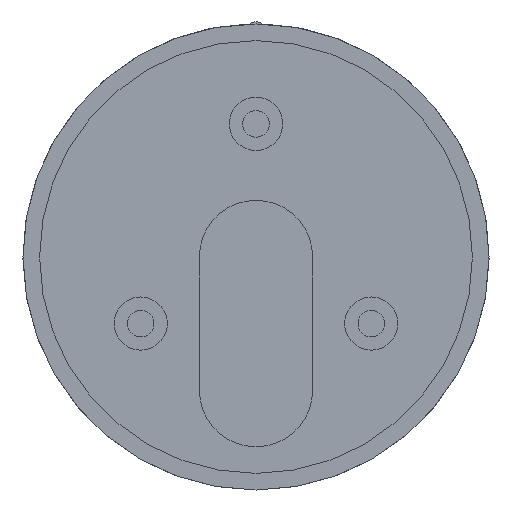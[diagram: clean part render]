
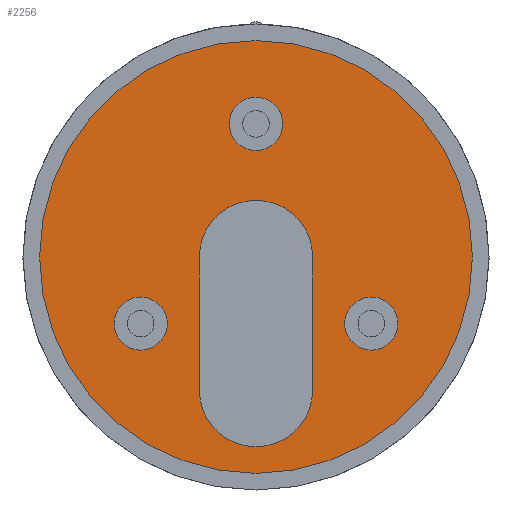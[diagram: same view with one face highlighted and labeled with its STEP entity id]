
A CAD part, front view. The second image highlights one B-rep face of the part: STEP entity #2256.
In plain terms, the highlighted planar face has unit normal (0, -1, 0).
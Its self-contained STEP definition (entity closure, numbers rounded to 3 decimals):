
#22 = CARTESIAN_POINT ( 'NONE',  ( 8.5, -183., -20. ) ) ;
#58 = AXIS2_PLACEMENT_3D ( 'NONE', #330, #2014, #528 ) ;
#67 = AXIS2_PLACEMENT_3D ( 'NONE', #655, #658, #670 ) ;
#90 = VERTEX_POINT ( 'NONE', #1518 ) ;
#98 = CARTESIAN_POINT ( 'NONE',  ( -17.321, -183., -14. ) ) ;
#101 = EDGE_CURVE ( 'NONE', #2812, #872, #2329, .T. ) ;
#157 = CARTESIAN_POINT ( 'NONE',  ( 0., -183., 24. ) ) ;
#189 = AXIS2_PLACEMENT_3D ( 'NONE', #609, #1584, #820 ) ;
#201 = PLANE ( 'NONE',  #189 ) ;
#232 = CARTESIAN_POINT ( 'NONE',  ( 8.5, -183., 0. ) ) ;
#246 = EDGE_CURVE ( 'NONE', #2112, #438, #1652, .T. ) ;
#322 = VERTEX_POINT ( 'NONE', #1942 ) ;
#330 = CARTESIAN_POINT ( 'NONE',  ( 0., -183., -20. ) ) ;
#341 = DIRECTION ( 'NONE',  ( 0., -1., 0. ) ) ;
#360 = CARTESIAN_POINT ( 'NONE',  ( 17.321, -183., -14. ) ) ;
#410 = VERTEX_POINT ( 'NONE', #2760 ) ;
#438 = VERTEX_POINT ( 'NONE', #2800 ) ;
#440 = AXIS2_PLACEMENT_3D ( 'NONE', #1316, #3002, #1549 ) ;
#511 = CIRCLE ( 'NONE', #440, 4. ) ;
#528 = DIRECTION ( 'NONE',  ( 0., 0., -1. ) ) ;
#543 = EDGE_LOOP ( 'NONE', ( #2872, #2481 ) ) ;
#549 = CARTESIAN_POINT ( 'NONE',  ( 0., -183., 0. ) ) ;
#563 = CARTESIAN_POINT ( 'NONE',  ( -8.5, -183., 0. ) ) ;
#566 = DIRECTION ( 'NONE',  ( 0., -1., 0. ) ) ;
#570 = EDGE_CURVE ( 'NONE', #2201, #90, #1927, .T. ) ;
#578 = CIRCLE ( 'NONE', #58, 8.5 ) ;
#609 = CARTESIAN_POINT ( 'NONE',  ( 0., -183., 0. ) ) ;
#655 = CARTESIAN_POINT ( 'NONE',  ( 0., -183., 20. ) ) ;
#658 = DIRECTION ( 'NONE',  ( 0., -1., 0. ) ) ;
#665 = CARTESIAN_POINT ( 'NONE',  ( 17.321, -183., -6. ) ) ;
#670 = DIRECTION ( 'NONE',  ( 0., 0., -1. ) ) ;
#693 = AXIS2_PLACEMENT_3D ( 'NONE', #773, #566, #2588 ) ;
#713 = EDGE_CURVE ( 'NONE', #322, #2152, #1863, .T. ) ;
#766 = EDGE_CURVE ( 'NONE', #1802, #322, #1837, .T. ) ;
#773 = CARTESIAN_POINT ( 'NONE',  ( 0., -183., 0. ) ) ;
#820 = DIRECTION ( 'NONE',  ( 0., 0., -1. ) ) ;
#829 = EDGE_CURVE ( 'NONE', #1722, #410, #1764, .T. ) ;
#841 = DIRECTION ( 'NONE',  ( 0., 0., 1. ) ) ;
#872 = VERTEX_POINT ( 'NONE', #98 ) ;
#879 = EDGE_CURVE ( 'NONE', #2152, #1722, #1686, .T. ) ;
#910 = ORIENTED_EDGE ( 'NONE', *, *, #713, .F. ) ;
#922 = EDGE_CURVE ( 'NONE', #872, #2812, #1680, .T. ) ;
#948 = AXIS2_PLACEMENT_3D ( 'NONE', #2010, #341, #2546 ) ;
#956 = ORIENTED_EDGE ( 'NONE', *, *, #972, .T. ) ;
#961 = ORIENTED_EDGE ( 'NONE', *, *, #101, .F. ) ;
#972 = EDGE_CURVE ( 'NONE', #90, #2201, #2367, .T. ) ;
#980 = CIRCLE ( 'NONE', #2151, 4. ) ;
#983 = CIRCLE ( 'NONE', #2073, 4. ) ;
#995 = ORIENTED_EDGE ( 'NONE', *, *, #2824, .F. ) ;
#998 = ORIENTED_EDGE ( 'NONE', *, *, #879, .F. ) ;
#1017 = DIRECTION ( 'NONE',  ( 0., 0., -1. ) ) ;
#1036 = EDGE_CURVE ( 'NONE', #438, #2112, #983, .T. ) ;
#1080 = FACE_BOUND ( 'NONE', #1575, .T. ) ;
#1084 = ORIENTED_EDGE ( 'NONE', *, *, #1089, .F. ) ;
#1085 = FACE_BOUND ( 'NONE', #543, .T. ) ;
#1089 = EDGE_CURVE ( 'NONE', #2511, #2012, #980, .T. ) ;
#1090 = FACE_BOUND ( 'NONE', #1946, .T. ) ;
#1095 = FACE_BOUND ( 'NONE', #2939, .T. ) ;
#1112 = FACE_OUTER_BOUND ( 'NONE', #1583, .T. ) ;
#1284 = AXIS2_PLACEMENT_3D ( 'NONE', #1821, #2094, #2140 ) ;
#1316 = CARTESIAN_POINT ( 'NONE',  ( 17.321, -183., -10. ) ) ;
#1348 = CARTESIAN_POINT ( 'NONE',  ( 0., -183., 20. ) ) ;
#1481 = DIRECTION ( 'NONE',  ( 0., 0., -1. ) ) ;
#1518 = CARTESIAN_POINT ( 'NONE',  ( 0., -183., 32.5 ) ) ;
#1532 = AXIS2_PLACEMENT_3D ( 'NONE', #2665, #2836, #2905 ) ;
#1549 = DIRECTION ( 'NONE',  ( 0., 0., -1. ) ) ;
#1575 = EDGE_LOOP ( 'NONE', ( #2700, #1084 ) ) ;
#1583 = EDGE_LOOP ( 'NONE', ( #956, #1989 ) ) ;
#1584 = DIRECTION ( 'NONE',  ( 0., -1., 0. ) ) ;
#1652 = CIRCLE ( 'NONE', #67, 4. ) ;
#1680 = CIRCLE ( 'NONE', #1532, 4. ) ;
#1683 = VECTOR ( 'NONE', #1481, 1000. ) ;
#1686 = LINE ( 'NONE', #2929, #1683 ) ;
#1687 = CARTESIAN_POINT ( 'NONE',  ( -8.5, -183., -20. ) ) ;
#1717 = CARTESIAN_POINT ( 'NONE',  ( -17.321, -183., -10. ) ) ;
#1722 = VERTEX_POINT ( 'NONE', #1687 ) ;
#1745 = DIRECTION ( 'NONE',  ( 0., -1., 0. ) ) ;
#1756 = AXIS2_PLACEMENT_3D ( 'NONE', #549, #1745, #1017 ) ;
#1764 = CIRCLE ( 'NONE', #1284, 8.5 ) ;
#1794 = VECTOR ( 'NONE', #841, 1000. ) ;
#1802 = VERTEX_POINT ( 'NONE', #22 ) ;
#1821 = CARTESIAN_POINT ( 'NONE',  ( 0., -183., -20. ) ) ;
#1837 = LINE ( 'NONE', #232, #1794 ) ;
#1863 = CIRCLE ( 'NONE', #948, 8.5 ) ;
#1901 = ORIENTED_EDGE ( 'NONE', *, *, #766, .F. ) ;
#1927 = CIRCLE ( 'NONE', #693, 32.5 ) ;
#1942 = CARTESIAN_POINT ( 'NONE',  ( 8.5, -183., 0. ) ) ;
#1946 = EDGE_LOOP ( 'NONE', ( #910, #1901, #995, #2189, #998 ) ) ;
#1983 = ORIENTED_EDGE ( 'NONE', *, *, #922, .F. ) ;
#1989 = ORIENTED_EDGE ( 'NONE', *, *, #570, .T. ) ;
#2010 = CARTESIAN_POINT ( 'NONE',  ( 0., -183., 0. ) ) ;
#2012 = VERTEX_POINT ( 'NONE', #665 ) ;
#2014 = DIRECTION ( 'NONE',  ( 0., -1., 0. ) ) ;
#2073 = AXIS2_PLACEMENT_3D ( 'NONE', #1348, #2584, #2350 ) ;
#2094 = DIRECTION ( 'NONE',  ( 0., -1., 0. ) ) ;
#2112 = VERTEX_POINT ( 'NONE', #157 ) ;
#2140 = DIRECTION ( 'NONE',  ( 0., 0., -1. ) ) ;
#2151 = AXIS2_PLACEMENT_3D ( 'NONE', #2274, #2306, #2509 ) ;
#2152 = VERTEX_POINT ( 'NONE', #563 ) ;
#2189 = ORIENTED_EDGE ( 'NONE', *, *, #829, .F. ) ;
#2201 = VERTEX_POINT ( 'NONE', #2818 ) ;
#2256 = ADVANCED_FACE ( 'NONE', ( #1090, #1095, #1112, #1085, #1080 ), #201, .T. ) ;
#2274 = CARTESIAN_POINT ( 'NONE',  ( 17.321, -183., -10. ) ) ;
#2281 = DIRECTION ( 'NONE',  ( 0., 0., -1. ) ) ;
#2306 = DIRECTION ( 'NONE',  ( 0., -1., 0. ) ) ;
#2329 = CIRCLE ( 'NONE', #2855, 4. ) ;
#2330 = DIRECTION ( 'NONE',  ( 0., -1., 0. ) ) ;
#2350 = DIRECTION ( 'NONE',  ( 0., 0., -1. ) ) ;
#2367 = CIRCLE ( 'NONE', #1756, 32.5 ) ;
#2481 = ORIENTED_EDGE ( 'NONE', *, *, #1036, .F. ) ;
#2509 = DIRECTION ( 'NONE',  ( 0., 0., -1. ) ) ;
#2511 = VERTEX_POINT ( 'NONE', #360 ) ;
#2521 = CARTESIAN_POINT ( 'NONE',  ( -17.321, -183., -6. ) ) ;
#2546 = DIRECTION ( 'NONE',  ( 0., 0., -1. ) ) ;
#2584 = DIRECTION ( 'NONE',  ( 0., -1., 0. ) ) ;
#2588 = DIRECTION ( 'NONE',  ( 0., 0., -1. ) ) ;
#2665 = CARTESIAN_POINT ( 'NONE',  ( -17.321, -183., -10. ) ) ;
#2700 = ORIENTED_EDGE ( 'NONE', *, *, #2921, .F. ) ;
#2760 = CARTESIAN_POINT ( 'NONE',  ( 0., -183., -28.5 ) ) ;
#2800 = CARTESIAN_POINT ( 'NONE',  ( 0., -183., 16. ) ) ;
#2812 = VERTEX_POINT ( 'NONE', #2521 ) ;
#2818 = CARTESIAN_POINT ( 'NONE',  ( 0., -183., -32.5 ) ) ;
#2824 = EDGE_CURVE ( 'NONE', #410, #1802, #578, .T. ) ;
#2836 = DIRECTION ( 'NONE',  ( 0., -1., 0. ) ) ;
#2855 = AXIS2_PLACEMENT_3D ( 'NONE', #1717, #2330, #2281 ) ;
#2872 = ORIENTED_EDGE ( 'NONE', *, *, #246, .F. ) ;
#2905 = DIRECTION ( 'NONE',  ( 0., 0., -1. ) ) ;
#2921 = EDGE_CURVE ( 'NONE', #2012, #2511, #511, .T. ) ;
#2929 = CARTESIAN_POINT ( 'NONE',  ( -8.5, -183., 0. ) ) ;
#2939 = EDGE_LOOP ( 'NONE', ( #961, #1983 ) ) ;
#3002 = DIRECTION ( 'NONE',  ( 0., -1., 0. ) ) ;
